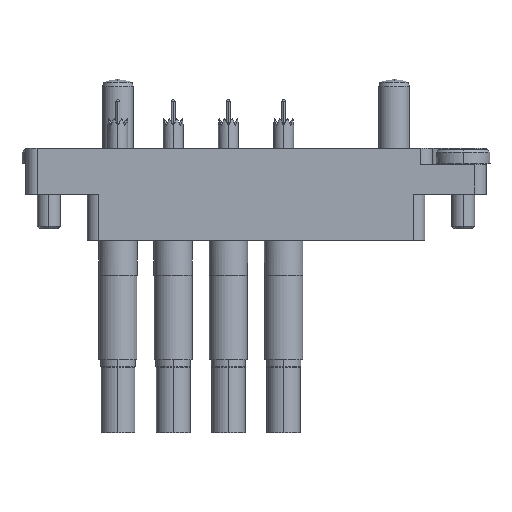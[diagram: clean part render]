
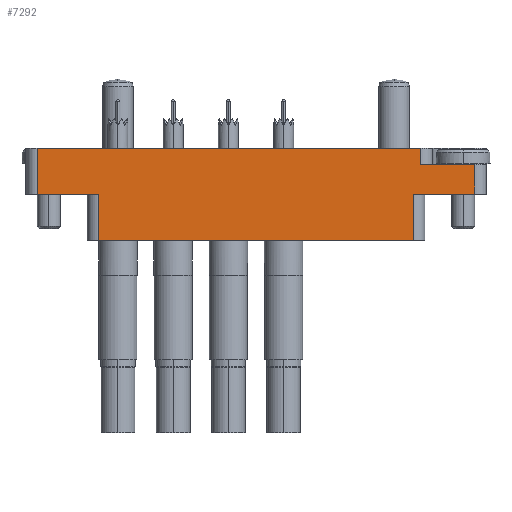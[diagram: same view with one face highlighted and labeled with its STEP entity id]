
A CAD part, left-side view. The second image highlights one B-rep face of the part: STEP entity #7292.
In plain terms, the highlighted face is planar.
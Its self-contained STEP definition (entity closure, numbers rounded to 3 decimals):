
#84 = CARTESIAN_POINT ( 'NONE',  ( 30., 0., 14.35 ) ) ;
#175 = LINE ( 'NONE', #24368, #8217 ) ;
#512 = LINE ( 'NONE', #8615, #12071 ) ;
#628 = CARTESIAN_POINT ( 'NONE',  ( 21.5, 0., 14.35 ) ) ;
#1702 = LINE ( 'NONE', #7810, #12692 ) ;
#1710 = VERTEX_POINT ( 'NONE', #18844 ) ;
#2361 = ORIENTED_EDGE ( 'NONE', *, *, #13657, .F. ) ;
#2634 = ORIENTED_EDGE ( 'NONE', *, *, #3302, .T. ) ;
#2733 = EDGE_CURVE ( 'NONE', #1710, #7554, #18931, .T. ) ;
#2897 = DIRECTION ( 'NONE',  ( -1., 0., 0. ) ) ;
#2909 = ORIENTED_EDGE ( 'NONE', *, *, #2733, .F. ) ;
#3302 = EDGE_CURVE ( 'NONE', #25994, #9985, #12591, .T. ) ;
#3756 = EDGE_CURVE ( 'NONE', #4415, #9985, #175, .T. ) ;
#4290 = CARTESIAN_POINT ( 'NONE',  ( -20.5, -6., 14.35 ) ) ;
#4415 = VERTEX_POINT ( 'NONE', #5691 ) ;
#4521 = AXIS2_PLACEMENT_3D ( 'NONE', #25779, #25653, #15700 ) ;
#4591 = CARTESIAN_POINT ( 'NONE',  ( 20.5, -6., 14.35 ) ) ;
#4669 = VECTOR ( 'NONE', #18029, 1000. ) ;
#4953 = EDGE_CURVE ( 'NONE', #25019, #11009, #7723, .T. ) ;
#4954 = LINE ( 'NONE', #5089, #6219 ) ;
#5089 = CARTESIAN_POINT ( 'NONE',  ( -28.5, 0., 14.35 ) ) ;
#5231 = DIRECTION ( 'NONE',  ( -1., 0., 0. ) ) ;
#5691 = CARTESIAN_POINT ( 'NONE',  ( -28.5, 6., 14.35 ) ) ;
#5914 = ORIENTED_EDGE ( 'NONE', *, *, #3756, .F. ) ;
#6219 = VECTOR ( 'NONE', #25302, 1000. ) ;
#6384 = ORIENTED_EDGE ( 'NONE', *, *, #18907, .T. ) ;
#7292 = ADVANCED_FACE ( 'NONE', ( #17427 ), #11449, .F. ) ;
#7418 = CARTESIAN_POINT ( 'NONE',  ( 28.5, 0., 14.35 ) ) ;
#7457 = CARTESIAN_POINT ( 'NONE',  ( 21.5, 6., 14.35 ) ) ;
#7554 = VERTEX_POINT ( 'NONE', #12980 ) ;
#7723 = LINE ( 'NONE', #14096, #18030 ) ;
#7776 = VERTEX_POINT ( 'NONE', #16925 ) ;
#7810 = CARTESIAN_POINT ( 'NONE',  ( 30., 3.9, 14.35 ) ) ;
#7917 = LINE ( 'NONE', #84, #4669 ) ;
#8217 = VECTOR ( 'NONE', #22372, 1000. ) ;
#8615 = CARTESIAN_POINT ( 'NONE',  ( -22., -6., 14.35 ) ) ;
#9361 = CARTESIAN_POINT ( 'NONE',  ( 30., 0., 14.35 ) ) ;
#9985 = VERTEX_POINT ( 'NONE', #7457 ) ;
#10000 = EDGE_LOOP ( 'NONE', ( #2361, #25580, #11052, #13456, #15327, #2634, #5914, #10130, #2909, #6384 ) ) ;
#10038 = LINE ( 'NONE', #10306, #13329 ) ;
#10130 = ORIENTED_EDGE ( 'NONE', *, *, #16273, .T. ) ;
#10306 = CARTESIAN_POINT ( 'NONE',  ( -20.5, 0., 14.35 ) ) ;
#11009 = VERTEX_POINT ( 'NONE', #11499 ) ;
#11052 = ORIENTED_EDGE ( 'NONE', *, *, #11800, .F. ) ;
#11449 = PLANE ( 'NONE',  #4521 ) ;
#11499 = CARTESIAN_POINT ( 'NONE',  ( 28.5, 3.9, 14.35 ) ) ;
#11800 = EDGE_CURVE ( 'NONE', #25019, #7776, #7917, .T. ) ;
#12071 = VECTOR ( 'NONE', #2897, 1000. ) ;
#12104 = DIRECTION ( 'NONE',  ( 0., 1., 0. ) ) ;
#12221 = VECTOR ( 'NONE', #25096, 1000. ) ;
#12591 = LINE ( 'NONE', #628, #25134 ) ;
#12594 = LINE ( 'NONE', #16714, #12221 ) ;
#12692 = VECTOR ( 'NONE', #15934, 1000. ) ;
#12980 = CARTESIAN_POINT ( 'NONE',  ( -28.5, 0., 14.35 ) ) ;
#13263 = VERTEX_POINT ( 'NONE', #4290 ) ;
#13329 = VECTOR ( 'NONE', #22017, 1000. ) ;
#13456 = ORIENTED_EDGE ( 'NONE', *, *, #4953, .T. ) ;
#13657 = EDGE_CURVE ( 'NONE', #15578, #13263, #512, .T. ) ;
#13920 = CARTESIAN_POINT ( 'NONE',  ( 21.5, 3.9, 14.35 ) ) ;
#14096 = CARTESIAN_POINT ( 'NONE',  ( 28.5, 3.9, 14.35 ) ) ;
#15327 = ORIENTED_EDGE ( 'NONE', *, *, #25979, .F. ) ;
#15578 = VERTEX_POINT ( 'NONE', #4591 ) ;
#15700 = DIRECTION ( 'NONE',  ( -1., 0., 0. ) ) ;
#15934 = DIRECTION ( 'NONE',  ( 1., 0., 0. ) ) ;
#16273 = EDGE_CURVE ( 'NONE', #4415, #7554, #4954, .T. ) ;
#16714 = CARTESIAN_POINT ( 'NONE',  ( 20.5, 0., 14.35 ) ) ;
#16925 = CARTESIAN_POINT ( 'NONE',  ( 20.5, 0., 14.35 ) ) ;
#17427 = FACE_OUTER_BOUND ( 'NONE', #10000, .T. ) ;
#18029 = DIRECTION ( 'NONE',  ( -1., 0., 0. ) ) ;
#18030 = VECTOR ( 'NONE', #12104, 1000. ) ;
#18632 = EDGE_CURVE ( 'NONE', #15578, #7776, #12594, .T. ) ;
#18844 = CARTESIAN_POINT ( 'NONE',  ( -20.5, 0., 14.35 ) ) ;
#18907 = EDGE_CURVE ( 'NONE', #1710, #13263, #10038, .T. ) ;
#18931 = LINE ( 'NONE', #9361, #20852 ) ;
#20695 = DIRECTION ( 'NONE',  ( 0., 1., 0. ) ) ;
#20852 = VECTOR ( 'NONE', #5231, 1000. ) ;
#22017 = DIRECTION ( 'NONE',  ( 0., -1., 0. ) ) ;
#22372 = DIRECTION ( 'NONE',  ( 1., 0., 0. ) ) ;
#24368 = CARTESIAN_POINT ( 'NONE',  ( -30., 6., 14.35 ) ) ;
#25019 = VERTEX_POINT ( 'NONE', #7418 ) ;
#25096 = DIRECTION ( 'NONE',  ( 0., 1., 0. ) ) ;
#25134 = VECTOR ( 'NONE', #20695, 1000. ) ;
#25302 = DIRECTION ( 'NONE',  ( 0., -1., 0. ) ) ;
#25580 = ORIENTED_EDGE ( 'NONE', *, *, #18632, .T. ) ;
#25653 = DIRECTION ( 'NONE',  ( 0., 0., -1. ) ) ;
#25779 = CARTESIAN_POINT ( 'NONE',  ( -30., 0., 14.35 ) ) ;
#25979 = EDGE_CURVE ( 'NONE', #25994, #11009, #1702, .T. ) ;
#25994 = VERTEX_POINT ( 'NONE', #13920 ) ;
